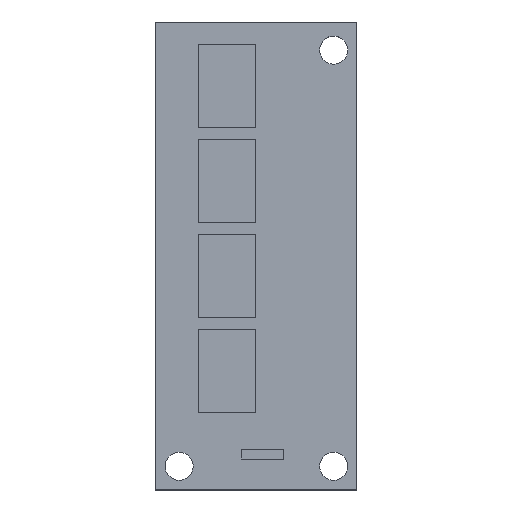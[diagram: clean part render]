
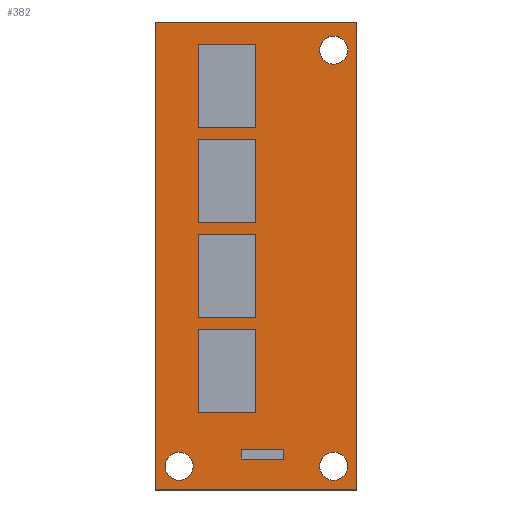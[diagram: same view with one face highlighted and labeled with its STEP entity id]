
A CAD part, top view. The second image highlights one B-rep face of the part: STEP entity #382.
In plain terms, the highlighted planar face has unit normal (0, 0, 1).
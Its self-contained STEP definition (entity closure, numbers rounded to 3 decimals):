
#51=FACE_BOUND('',#104,.T.);
#52=FACE_BOUND('',#105,.T.);
#53=FACE_BOUND('',#106,.T.);
#61=PLANE('',#449);
#82=FACE_OUTER_BOUND('',#103,.T.);
#103=EDGE_LOOP('',(#310,#311,#312,#313));
#104=EDGE_LOOP('',(#314));
#105=EDGE_LOOP('',(#315));
#106=EDGE_LOOP('',(#316));
#128=LINE('',#617,#167);
#131=LINE('',#623,#170);
#134=LINE('',#629,#173);
#137=LINE('',#633,#176);
#167=VECTOR('',#503,10.);
#170=VECTOR('',#508,10.);
#173=VECTOR('',#513,10.);
#176=VECTOR('',#518,10.);
#201=CIRCLE('',#437,1.5);
#203=CIRCLE('',#440,1.5);
#205=CIRCLE('',#443,1.5);
#207=VERTEX_POINT('',#593);
#209=VERTEX_POINT('',#599);
#211=VERTEX_POINT('',#605);
#215=VERTEX_POINT('',#614);
#216=VERTEX_POINT('',#616);
#218=VERTEX_POINT('',#622);
#220=VERTEX_POINT('',#628);
#237=EDGE_CURVE('',#207,#207,#201,.T.);
#240=EDGE_CURVE('',#209,#209,#203,.T.);
#243=EDGE_CURVE('',#211,#211,#205,.T.);
#248=EDGE_CURVE('',#216,#215,#128,.T.);
#251=EDGE_CURVE('',#218,#216,#131,.T.);
#254=EDGE_CURVE('',#220,#218,#134,.T.);
#257=EDGE_CURVE('',#215,#220,#137,.T.);
#310=ORIENTED_EDGE('',*,*,#257,.T.);
#311=ORIENTED_EDGE('',*,*,#254,.T.);
#312=ORIENTED_EDGE('',*,*,#251,.T.);
#313=ORIENTED_EDGE('',*,*,#248,.T.);
#314=ORIENTED_EDGE('',*,*,#243,.T.);
#315=ORIENTED_EDGE('',*,*,#240,.T.);
#316=ORIENTED_EDGE('',*,*,#237,.T.);
#382=ADVANCED_FACE('',(#82,#51,#52,#53),#61,.T.);
#437=AXIS2_PLACEMENT_3D('',#594,#480,#481);
#440=AXIS2_PLACEMENT_3D('',#600,#487,#488);
#443=AXIS2_PLACEMENT_3D('',#606,#494,#495);
#449=AXIS2_PLACEMENT_3D('',#634,#519,#520);
#480=DIRECTION('center_axis',(0.,0.,-1.));
#481=DIRECTION('ref_axis',(1.,0.,0.));
#487=DIRECTION('center_axis',(0.,0.,-1.));
#488=DIRECTION('ref_axis',(1.,0.,0.));
#494=DIRECTION('center_axis',(0.,0.,-1.));
#495=DIRECTION('ref_axis',(1.,0.,0.));
#503=DIRECTION('',(-1.,0.,0.));
#508=DIRECTION('',(0.,1.,0.));
#513=DIRECTION('',(1.,0.,0.));
#518=DIRECTION('',(0.,-1.,0.));
#519=DIRECTION('center_axis',(0.,0.,1.));
#520=DIRECTION('ref_axis',(1.,0.,0.));
#593=CARTESIAN_POINT('',(1.04,2.54,1.57));
#594=CARTESIAN_POINT('Origin',(2.54,2.54,1.57));
#599=CARTESIAN_POINT('',(17.55,2.54,1.57));
#600=CARTESIAN_POINT('Origin',(19.05,2.54,1.57));
#605=CARTESIAN_POINT('',(17.55,46.99,1.57));
#606=CARTESIAN_POINT('Origin',(19.05,46.99,1.57));
#614=CARTESIAN_POINT('',(0.,50.,1.57));
#616=CARTESIAN_POINT('',(21.5,50.,1.57));
#617=CARTESIAN_POINT('',(21.5,50.,1.57));
#622=CARTESIAN_POINT('',(21.5,0.,1.57));
#623=CARTESIAN_POINT('',(21.5,0.,1.57));
#628=CARTESIAN_POINT('',(0.,0.,1.57));
#629=CARTESIAN_POINT('',(0.,0.,1.57));
#633=CARTESIAN_POINT('',(0.,50.,1.57));
#634=CARTESIAN_POINT('Origin',(10.75,25.,1.57));
